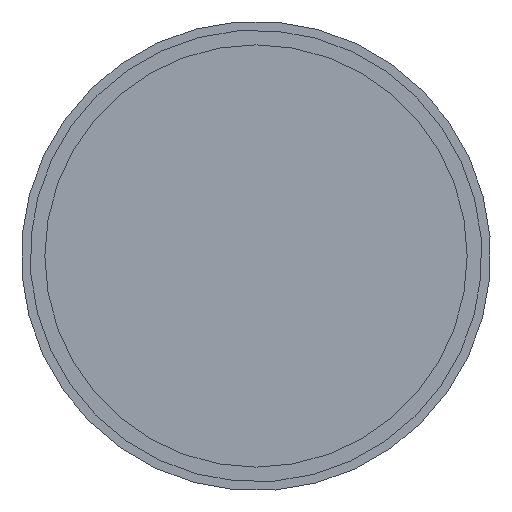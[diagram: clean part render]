
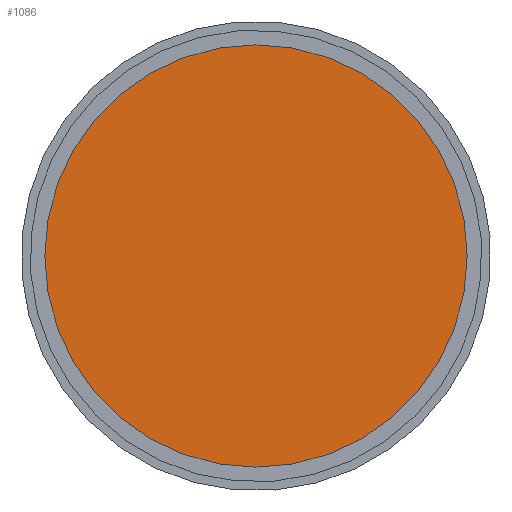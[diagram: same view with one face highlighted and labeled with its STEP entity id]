
A CAD part, left-side view. The second image highlights one B-rep face of the part: STEP entity #1086.
In plain terms, the highlighted planar face has unit normal (-1, 0, 0).
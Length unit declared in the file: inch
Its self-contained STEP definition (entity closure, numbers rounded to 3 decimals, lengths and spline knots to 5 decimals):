
#1 = DIRECTION ( 'NONE',  ( -1., 0., 0. ) ) ;
#206 = CARTESIAN_POINT ( 'NONE',  ( -0.55827, 0., 0. ) ) ;
#238 = CIRCLE ( 'NONE', #1715, 0.35433 ) ;
#316 = DIRECTION ( 'NONE',  ( 0., 0., 1. ) ) ;
#337 = ORIENTED_EDGE ( 'NONE', *, *, #399, .T. ) ;
#399 = EDGE_CURVE ( 'NONE', #1113, #1894, #238, .T. ) ;
#580 = PLANE ( 'NONE',  #1958 ) ;
#627 = ORIENTED_EDGE ( 'NONE', *, *, #1484, .T. ) ;
#642 = DIRECTION ( 'NONE',  ( -1., 0., 0. ) ) ;
#707 = CARTESIAN_POINT ( 'NONE',  ( -0.55827, 0., 0. ) ) ;
#844 = CARTESIAN_POINT ( 'NONE',  ( -0.55827, 0., 0. ) ) ;
#1031 = CARTESIAN_POINT ( 'NONE',  ( -0.55827, 0., -0.35433 ) ) ;
#1086 = ADVANCED_FACE ( 'NONE', ( #1557 ), #580, .T. ) ;
#1113 = VERTEX_POINT ( 'NONE', #1261 ) ;
#1261 = CARTESIAN_POINT ( 'NONE',  ( -0.55827, 0., 0.35433 ) ) ;
#1402 = DIRECTION ( 'NONE',  ( 0., 0., 1. ) ) ;
#1426 = CIRCLE ( 'NONE', #1744, 0.35433 ) ;
#1447 = DIRECTION ( 'NONE',  ( 0., 0., 1. ) ) ;
#1484 = EDGE_CURVE ( 'NONE', #1894, #1113, #1426, .T. ) ;
#1557 = FACE_OUTER_BOUND ( 'NONE', #2547, .T. ) ;
#1715 = AXIS2_PLACEMENT_3D ( 'NONE', #844, #642, #1447 ) ;
#1744 = AXIS2_PLACEMENT_3D ( 'NONE', #707, #1853, #316 ) ;
#1853 = DIRECTION ( 'NONE',  ( -1., 0., 0. ) ) ;
#1894 = VERTEX_POINT ( 'NONE', #1031 ) ;
#1958 = AXIS2_PLACEMENT_3D ( 'NONE', #206, #1, #1402 ) ;
#2547 = EDGE_LOOP ( 'NONE', ( #337, #627 ) ) ;
